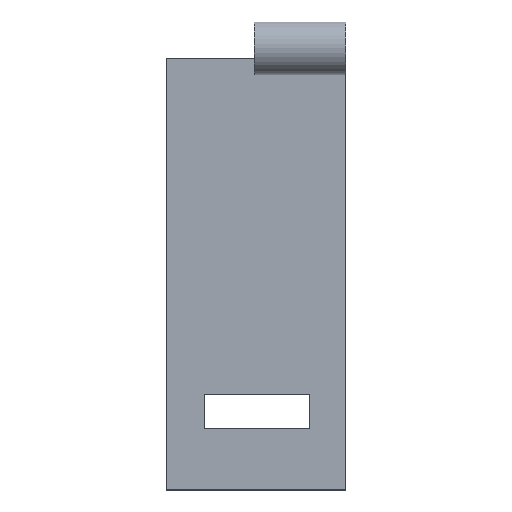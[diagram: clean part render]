
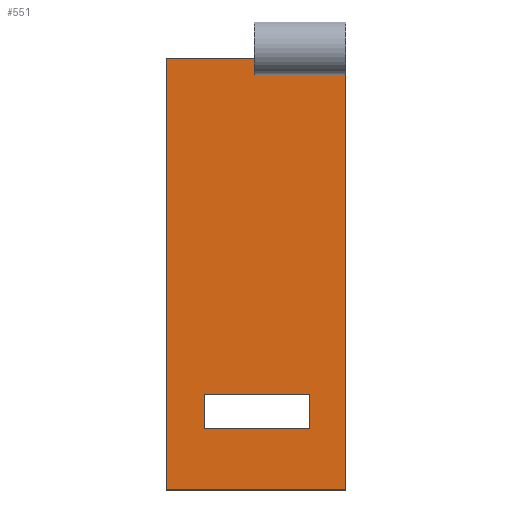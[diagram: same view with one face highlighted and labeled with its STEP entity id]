
A CAD part, top view. The second image highlights one B-rep face of the part: STEP entity #551.
In plain terms, the highlighted planar face has unit normal (0, 0, 1).
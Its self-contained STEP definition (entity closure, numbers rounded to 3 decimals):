
#283=CARTESIAN_POINT('',(79.756,-186.66,0.0));
#284=VERTEX_POINT('',#283);
#291=CARTESIAN_POINT('',(21.336,-186.66,0.0));
#292=VERTEX_POINT('',#291);
#293=CARTESIAN_POINT('',(21.336,-186.66,0.0));
#294=DIRECTION('',(1.0,0.0,0.0));
#295=VECTOR('',#294,58.42);
#296=LINE('',#293,#295);
#297=EDGE_CURVE('',#292,#284,#296,.T.);
#322=CARTESIAN_POINT('',(21.336,-205.71,0.0));
#323=VERTEX_POINT('',#322);
#324=CARTESIAN_POINT('',(21.336,-205.71,0.0));
#325=DIRECTION('',(0.0,1.0,0.0));
#326=VECTOR('',#325,19.05);
#327=LINE('',#324,#326);
#328=EDGE_CURVE('',#323,#292,#327,.T.);
#351=CARTESIAN_POINT('',(79.756,-205.71,0.0));
#352=VERTEX_POINT('',#351);
#353=CARTESIAN_POINT('',(79.756,-205.71,0.0));
#354=DIRECTION('',(-1.0,0.0,0.0));
#355=VECTOR('',#354,58.42);
#356=LINE('',#353,#355);
#357=EDGE_CURVE('',#352,#323,#356,.T.);
#391=CARTESIAN_POINT('',(79.756,-186.66,0.0));
#392=DIRECTION('',(0.0,-1.0,0.0));
#393=VECTOR('',#392,19.05);
#394=LINE('',#391,#393);
#395=EDGE_CURVE('',#284,#352,#394,.T.);
#406=CARTESIAN_POINT('',(100.0,-240.0,0.0));
#407=VERTEX_POINT('',#406);
#408=CARTESIAN_POINT('',(0.0,-240.0,0.0));
#409=VERTEX_POINT('',#408);
#410=CARTESIAN_POINT('',(100.0,-240.0,0.0));
#411=DIRECTION('',(-1.0,0.0,0.0));
#412=VECTOR('',#411,100.0);
#413=LINE('',#410,#412);
#414=EDGE_CURVE('',#407,#409,#413,.T.);
#446=CARTESIAN_POINT('',(0.0,0.0,0.0));
#447=VERTEX_POINT('',#446);
#448=CARTESIAN_POINT('',(0.0,-240.0,0.0));
#449=DIRECTION('',(0.0,1.0,0.0));
#450=VECTOR('',#449,240.0);
#451=LINE('',#448,#450);
#452=EDGE_CURVE('',#409,#447,#451,.T.);
#506=CARTESIAN_POINT('',(100.0,0.0,0.0));
#507=DIRECTION('',(0.0,0.0,1.0));
#508=DIRECTION('',(1.0,0.0,0.0));
#509=AXIS2_PLACEMENT_3D('',#506,#507,#508);
#510=PLANE('',#509);
#511=CARTESIAN_POINT('',(49.0,-9.144,0.));
#512=VERTEX_POINT('',#511);
#513=CARTESIAN_POINT('',(49.0,0.,0.));
#514=VERTEX_POINT('',#513);
#515=CARTESIAN_POINT('',(49.,-9.144,0.));
#516=DIRECTION('',(0.0,1.0,0.0));
#517=VECTOR('',#516,9.144);
#518=LINE('',#515,#517);
#519=EDGE_CURVE('',#512,#514,#518,.T.);
#520=ORIENTED_EDGE('',*,*,#519,.T.);
#521=CARTESIAN_POINT('',(0.0,0.0,0.0));
#522=DIRECTION('',(1.0,0.0,0.0));
#523=VECTOR('',#522,49.0);
#524=LINE('',#521,#523);
#525=EDGE_CURVE('',#447,#514,#524,.T.);
#526=ORIENTED_EDGE('',*,*,#525,.F.);
#527=ORIENTED_EDGE('',*,*,#452,.F.);
#528=ORIENTED_EDGE('',*,*,#414,.F.);
#529=CARTESIAN_POINT('',(100.0,-9.144,0.0));
#530=VERTEX_POINT('',#529);
#531=CARTESIAN_POINT('',(100.0,-9.144,0.0));
#532=DIRECTION('',(0.0,-1.0,0.0));
#533=VECTOR('',#532,230.856);
#534=LINE('',#531,#533);
#535=EDGE_CURVE('',#530,#407,#534,.T.);
#536=ORIENTED_EDGE('',*,*,#535,.F.);
#537=CARTESIAN_POINT('',(100.0,-9.144,0.0));
#538=DIRECTION('',(-1.0,0.0,0.0));
#539=VECTOR('',#538,51.0);
#540=LINE('',#537,#539);
#541=EDGE_CURVE('',#530,#512,#540,.T.);
#542=ORIENTED_EDGE('',*,*,#541,.T.);
#543=EDGE_LOOP('',(#520,#526,#527,#528,#536,#542));
#544=FACE_OUTER_BOUND('',#543,.T.);
#545=ORIENTED_EDGE('',*,*,#357,.T.);
#546=ORIENTED_EDGE('',*,*,#328,.T.);
#547=ORIENTED_EDGE('',*,*,#297,.T.);
#548=ORIENTED_EDGE('',*,*,#395,.T.);
#549=EDGE_LOOP('',(#545,#546,#547,#548));
#550=FACE_BOUND('',#549,.T.);
#551=ADVANCED_FACE('',(#544,#550),#510,.T.);
